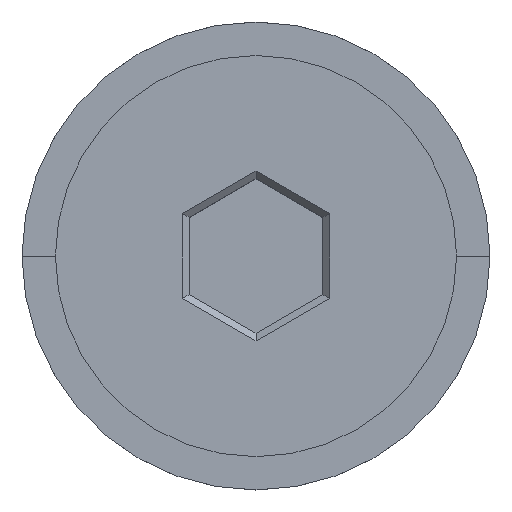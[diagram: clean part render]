
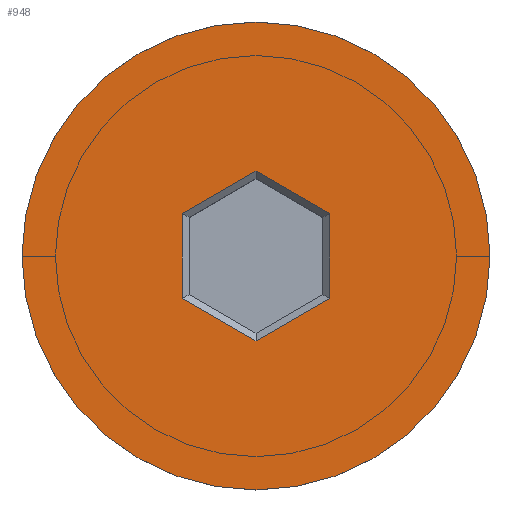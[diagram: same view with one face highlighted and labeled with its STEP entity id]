
A CAD part, top view. The second image highlights one B-rep face of the part: STEP entity #948.
In plain terms, the highlighted planar face has unit normal (0, 0, 1).
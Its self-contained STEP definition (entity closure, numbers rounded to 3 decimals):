
#9 = EDGE_LOOP ( 'NONE', ( #1274, #1073, #114, #831, #1421, #1423 ) ) ;
#40 = DIRECTION ( 'NONE',  ( 0., 1., 0. ) ) ;
#45 = EDGE_CURVE ( 'NONE', #1590, #187, #762, .T. ) ;
#52 = VECTOR ( 'NONE', #154, 1000. ) ;
#57 = DIRECTION ( 'NONE',  ( 0., 0., 1. ) ) ;
#67 = DIRECTION ( 'NONE',  ( 1., 0., 0. ) ) ;
#100 = ORIENTED_EDGE ( 'NONE', *, *, #475, .T. ) ;
#114 = ORIENTED_EDGE ( 'NONE', *, *, #1025, .T. ) ;
#142 = VERTEX_POINT ( 'NONE', #1305 ) ;
#149 = VERTEX_POINT ( 'NONE', #1289 ) ;
#154 = DIRECTION ( 'NONE',  ( 0., -1., 0. ) ) ;
#179 = VERTEX_POINT ( 'NONE', #554 ) ;
#187 = VERTEX_POINT ( 'NONE', #1539 ) ;
#225 = CARTESIAN_POINT ( 'NONE',  ( 1.05, 0.664, 0. ) ) ;
#302 = FACE_BOUND ( 'NONE', #9, .T. ) ;
#324 = EDGE_CURVE ( 'NONE', #571, #1590, #1180, .T. ) ;
#333 = CARTESIAN_POINT ( 'NONE',  ( -1.05, -0.664, 0. ) ) ;
#336 = LINE ( 'NONE', #691, #903 ) ;
#342 = DIRECTION ( 'NONE',  ( 0.866, 0.5, 0. ) ) ;
#349 = CARTESIAN_POINT ( 'NONE',  ( 0., -1.27, 0. ) ) ;
#351 = VECTOR ( 'NONE', #40, 1000. ) ;
#419 = FACE_OUTER_BOUND ( 'NONE', #1277, .T. ) ;
#475 = EDGE_CURVE ( 'NONE', #149, #531, #1129, .T. ) ;
#481 = VERTEX_POINT ( 'NONE', #1429 ) ;
#514 = CARTESIAN_POINT ( 'NONE',  ( 0., 0., 0. ) ) ;
#516 = DIRECTION ( 'NONE',  ( 1., 0., 0. ) ) ;
#531 = VERTEX_POINT ( 'NONE', #735 ) ;
#554 = CARTESIAN_POINT ( 'NONE',  ( 1.1, 0.635, 0. ) ) ;
#556 = VECTOR ( 'NONE', #1075, 1000. ) ;
#571 = VERTEX_POINT ( 'NONE', #349 ) ;
#691 = CARTESIAN_POINT ( 'NONE',  ( -0.05, 1.241, 0. ) ) ;
#735 = CARTESIAN_POINT ( 'NONE',  ( 3.5, 0., 0. ) ) ;
#743 = VECTOR ( 'NONE', #1559, 1000. ) ;
#762 = LINE ( 'NONE', #1136, #351 ) ;
#788 = CARTESIAN_POINT ( 'NONE',  ( 0., 0., 0. ) ) ;
#831 = ORIENTED_EDGE ( 'NONE', *, *, #1251, .T. ) ;
#889 = PLANE ( 'NONE',  #1038 ) ;
#890 = ORIENTED_EDGE ( 'NONE', *, *, #1272, .T. ) ;
#903 = VECTOR ( 'NONE', #342, 1000. ) ;
#938 = LINE ( 'NONE', #225, #1172 ) ;
#948 = ADVANCED_FACE ( 'NONE', ( #302, #419 ), #889, .T. ) ;
#984 = CARTESIAN_POINT ( 'NONE',  ( -1.1, -0.635, 0. ) ) ;
#998 = DIRECTION ( 'NONE',  ( 0., 0., 1. ) ) ;
#1025 = EDGE_CURVE ( 'NONE', #142, #179, #938, .T. ) ;
#1026 = CARTESIAN_POINT ( 'NONE',  ( 0., 0., 0. ) ) ;
#1030 = EDGE_CURVE ( 'NONE', #481, #571, #1444, .T. ) ;
#1038 = AXIS2_PLACEMENT_3D ( 'NONE', #788, #1287, #67 ) ;
#1073 = ORIENTED_EDGE ( 'NONE', *, *, #1443, .T. ) ;
#1075 = DIRECTION ( 'NONE',  ( -0.866, 0.5, 0. ) ) ;
#1125 = LINE ( 'NONE', #1248, #52 ) ;
#1129 = CIRCLE ( 'NONE', #1325, 3.5 ) ;
#1136 = CARTESIAN_POINT ( 'NONE',  ( -1.1, 0.577, 0. ) ) ;
#1152 = CIRCLE ( 'NONE', #1363, 3.5 ) ;
#1172 = VECTOR ( 'NONE', #1427, 1000. ) ;
#1180 = LINE ( 'NONE', #333, #556 ) ;
#1191 = CARTESIAN_POINT ( 'NONE',  ( 0.05, -1.241, 0. ) ) ;
#1248 = CARTESIAN_POINT ( 'NONE',  ( 1.1, -0.577, 0. ) ) ;
#1251 = EDGE_CURVE ( 'NONE', #179, #481, #1125, .T. ) ;
#1272 = EDGE_CURVE ( 'NONE', #531, #149, #1152, .T. ) ;
#1274 = ORIENTED_EDGE ( 'NONE', *, *, #45, .T. ) ;
#1277 = EDGE_LOOP ( 'NONE', ( #890, #100 ) ) ;
#1287 = DIRECTION ( 'NONE',  ( 0., 0., 1. ) ) ;
#1289 = CARTESIAN_POINT ( 'NONE',  ( -3.5, 0., 0. ) ) ;
#1305 = CARTESIAN_POINT ( 'NONE',  ( 0., 1.27, 0. ) ) ;
#1325 = AXIS2_PLACEMENT_3D ( 'NONE', #514, #998, #1500 ) ;
#1363 = AXIS2_PLACEMENT_3D ( 'NONE', #1026, #57, #516 ) ;
#1421 = ORIENTED_EDGE ( 'NONE', *, *, #1030, .T. ) ;
#1423 = ORIENTED_EDGE ( 'NONE', *, *, #324, .T. ) ;
#1427 = DIRECTION ( 'NONE',  ( 0.866, -0.5, 0. ) ) ;
#1429 = CARTESIAN_POINT ( 'NONE',  ( 1.1, -0.635, 0. ) ) ;
#1443 = EDGE_CURVE ( 'NONE', #187, #142, #336, .T. ) ;
#1444 = LINE ( 'NONE', #1191, #743 ) ;
#1500 = DIRECTION ( 'NONE',  ( 1., 0., 0. ) ) ;
#1539 = CARTESIAN_POINT ( 'NONE',  ( -1.1, 0.635, 0. ) ) ;
#1559 = DIRECTION ( 'NONE',  ( -0.866, -0.5, 0. ) ) ;
#1590 = VERTEX_POINT ( 'NONE', #984 ) ;
